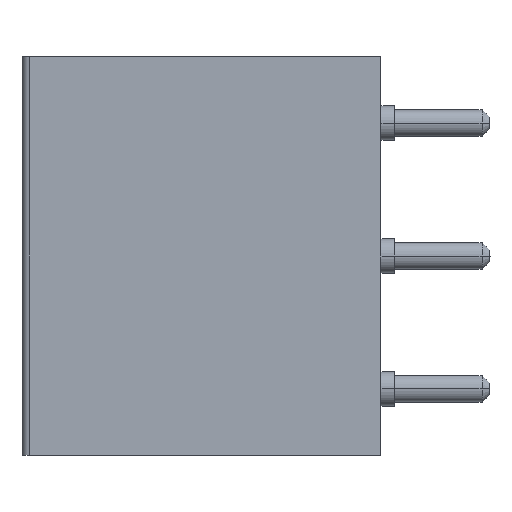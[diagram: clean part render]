
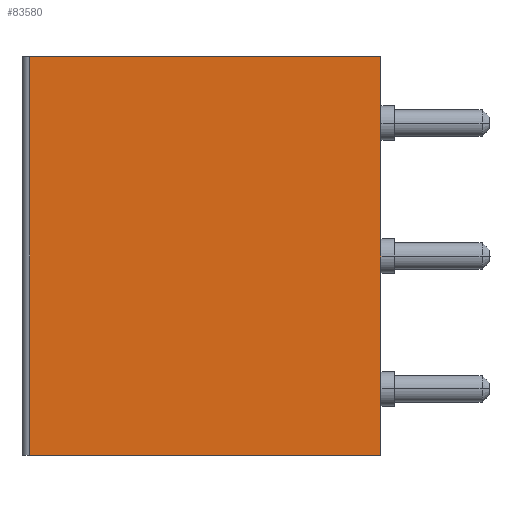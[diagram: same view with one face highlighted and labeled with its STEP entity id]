
A CAD part, left-side view. The second image highlights one B-rep face of the part: STEP entity #83580.
In plain terms, the highlighted planar face has unit normal (-1, 0, 0).
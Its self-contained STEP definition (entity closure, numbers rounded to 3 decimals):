
#1890=CARTESIAN_POINT('',(46.199,29.053,
5.448));
#1900=VERTEX_POINT('',#1890);
#1930=CARTESIAN_POINT('',(46.199,29.053,
9.746));
#1940=DIRECTION('',(0.,0.,-1.));
#1950=VECTOR('',#1940,1.);
#1960=LINE('',#1930,#1950);
#1970=CARTESIAN_POINT('',(46.199,29.053,
18.648));
#1980=VERTEX_POINT('',#1970);
#1990=EDGE_CURVE('',#1980,#1900,#1960,.T.);
#13110=CARTESIAN_POINT('',(46.199,44.053,
5.448));
#13120=VERTEX_POINT('',#13110);
#13150=CARTESIAN_POINT('',(46.199,43.403,
5.448));
#13160=DIRECTION('',(0.,1.,0.));
#13170=VECTOR('',#13160,1.);
#13180=LINE('',#13150,#13170);
#13190=EDGE_CURVE('',#1900,#13120,#13180,.T.);
#50160=CARTESIAN_POINT('',(46.199,44.053,
18.648));
#50170=VERTEX_POINT('',#50160);
#50270=CARTESIAN_POINT('',(46.199,38.403,
18.648));
#50280=DIRECTION('',(0.,-1.,0.));
#50290=VECTOR('',#50280,1.);
#50300=LINE('',#50270,#50290);
#50310=EDGE_CURVE('',#50170,#1980,#50300,.T.);
#83420=CARTESIAN_POINT('',(46.199,39.503,
5.848));
#83430=DIRECTION('',(-1.,0.,0.));
#83440=DIRECTION('',(0.,-1.,0.));
#83450=AXIS2_PLACEMENT_3D('',#83420,#83430,#83440);
#83460=PLANE('',#83450);
#83470=CARTESIAN_POINT('',(46.199,44.053,
9.746));
#83480=DIRECTION('',(0.,0.,-1.));
#83490=VECTOR('',#83480,1.);
#83500=LINE('',#83470,#83490);
#83510=EDGE_CURVE('',#50170,#13120,#83500,.T.);
#83520=ORIENTED_EDGE('',*,*,#83510,.T.);
#83530=ORIENTED_EDGE('',*,*,#50310,.F.);
#83540=ORIENTED_EDGE('',*,*,#1990,.F.);
#83550=ORIENTED_EDGE('',*,*,#13190,.F.);
#83560=EDGE_LOOP('',(#83550,#83540,#83530,#83520));
#83570=FACE_OUTER_BOUND('',#83560,.T.);
#83580=ADVANCED_FACE('',(#83570),#83460,.T.);
